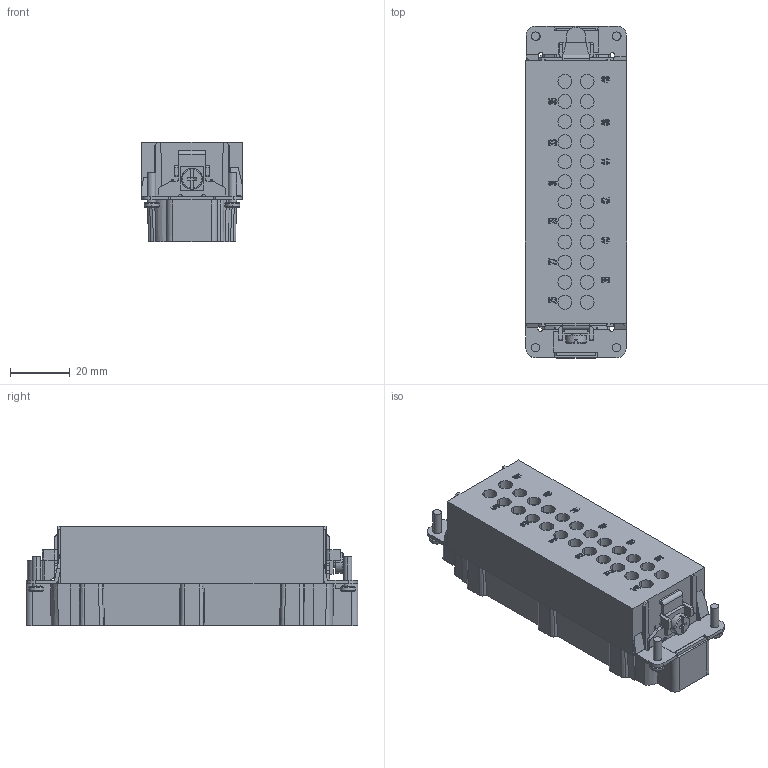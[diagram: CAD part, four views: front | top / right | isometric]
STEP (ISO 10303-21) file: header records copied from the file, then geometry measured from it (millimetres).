
FILE_DESCRIPTION((''),'2;1');
FILE_NAME('HE-024-MC25-48','2017-08-04T',('tl.yang'),(''),'PRO/ENGINEER BY PARAMETRIC TECHNOLOGY CORPORATION, 2011500','PRO/ENGINEER BY PARAMETRIC TECHNOLOGY CORPORATION, 2011500','');
FILE_SCHEMA(('CONFIG_CONTROL_DESIGN'));
Products named in the file (1): HE-024-MC25-48
Bounding box: 33.9 x 110.8 x 33.1 mm (x, y, z)
Volume: 68687 mm3; surface area: 26168.9 mm2
Topology: 1 solids, 2 shells, 3024 faces, 8273 edges, 5445 vertices
Faces by surface type: plane 2338, cylinder 312, cone 200, bspline 172, torus 2
Entity records: 99501 total; most frequent: CARTESIAN_POINT 22977, ORIENTED_EDGE 16546, DIRECTION 14743, EDGE_CURVE 8273, VECTOR 6793, LINE 6793, VERTEX_POINT 5445, AXIS2_PLACEMENT_3D 3975
